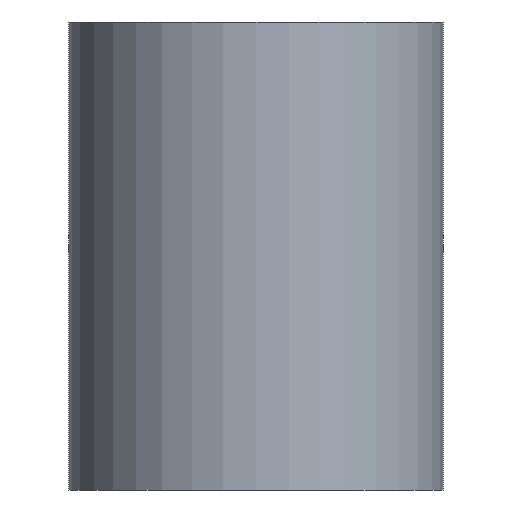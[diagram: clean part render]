
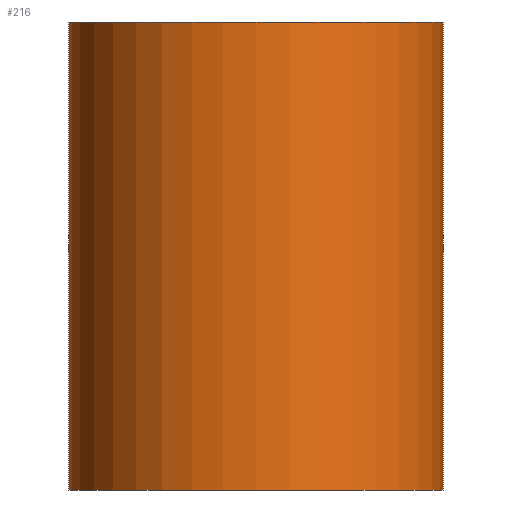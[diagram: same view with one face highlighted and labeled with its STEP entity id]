
A CAD part, front view. The second image highlights one B-rep face of the part: STEP entity #216.
In plain terms, the highlighted cylindrical face has radius 8 mm (diameter 16 mm), a partial arc.
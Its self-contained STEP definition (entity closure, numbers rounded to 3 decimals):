
#1 = VECTOR ( 'NONE', #84, 1000. ) ;
#21 = CARTESIAN_POINT ( 'NONE',  ( -8., 0., -10. ) ) ;
#24 = EDGE_CURVE ( 'NONE', #45, #145, #130, .T. ) ;
#31 = VERTEX_POINT ( 'NONE', #155 ) ;
#39 = DIRECTION ( 'NONE',  ( 0., 0., 1. ) ) ;
#45 = VERTEX_POINT ( 'NONE', #192 ) ;
#49 = CIRCLE ( 'NONE', #214, 8. ) ;
#50 = CARTESIAN_POINT ( 'NONE',  ( 0., 0., -10. ) ) ;
#52 = EDGE_CURVE ( 'NONE', #45, #207, #86, .T. ) ;
#58 = EDGE_LOOP ( 'NONE', ( #64, #173, #245, #202 ) ) ;
#61 = CARTESIAN_POINT ( 'NONE',  ( 8., 0., -10. ) ) ;
#62 = LINE ( 'NONE', #61, #160 ) ;
#64 = ORIENTED_EDGE ( 'NONE', *, *, #24, .F. ) ;
#65 = EDGE_CURVE ( 'NONE', #207, #31, #62, .T. ) ;
#66 = CARTESIAN_POINT ( 'NONE',  ( 0., 0., -10. ) ) ;
#67 = CARTESIAN_POINT ( 'NONE',  ( 0., 0., 10. ) ) ;
#72 = DIRECTION ( 'NONE',  ( 0., 0., 1. ) ) ;
#80 = DIRECTION ( 'NONE',  ( 1., 0., 0. ) ) ;
#84 = DIRECTION ( 'NONE',  ( 0., 0., 1. ) ) ;
#86 = CIRCLE ( 'NONE', #131, 8. ) ;
#103 = DIRECTION ( 'NONE',  ( 1., 0., 0. ) ) ;
#123 = CARTESIAN_POINT ( 'NONE',  ( 8., 0., -10. ) ) ;
#130 = LINE ( 'NONE', #21, #1 ) ;
#131 = AXIS2_PLACEMENT_3D ( 'NONE', #66, #138, #80 ) ;
#138 = DIRECTION ( 'NONE',  ( 0., 0., 1. ) ) ;
#142 = DIRECTION ( 'NONE',  ( 1., 0., 0. ) ) ;
#145 = VERTEX_POINT ( 'NONE', #230 ) ;
#155 = CARTESIAN_POINT ( 'NONE',  ( 8., 0., 10. ) ) ;
#160 = VECTOR ( 'NONE', #39, 1000. ) ;
#173 = ORIENTED_EDGE ( 'NONE', *, *, #52, .T. ) ;
#183 = CYLINDRICAL_SURFACE ( 'NONE', #246, 8. ) ;
#192 = CARTESIAN_POINT ( 'NONE',  ( -8., 0., -10. ) ) ;
#201 = DIRECTION ( 'NONE',  ( 0., 0., 1. ) ) ;
#202 = ORIENTED_EDGE ( 'NONE', *, *, #231, .F. ) ;
#207 = VERTEX_POINT ( 'NONE', #123 ) ;
#214 = AXIS2_PLACEMENT_3D ( 'NONE', #67, #72, #103 ) ;
#216 = ADVANCED_FACE ( 'NONE', ( #221 ), #183, .T. ) ;
#221 = FACE_OUTER_BOUND ( 'NONE', #58, .T. ) ;
#230 = CARTESIAN_POINT ( 'NONE',  ( -8., 0., 10. ) ) ;
#231 = EDGE_CURVE ( 'NONE', #145, #31, #49, .T. ) ;
#245 = ORIENTED_EDGE ( 'NONE', *, *, #65, .T. ) ;
#246 = AXIS2_PLACEMENT_3D ( 'NONE', #50, #201, #142 ) ;
